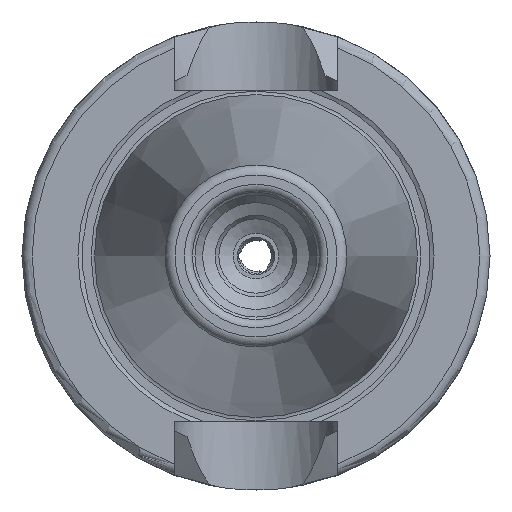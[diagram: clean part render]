
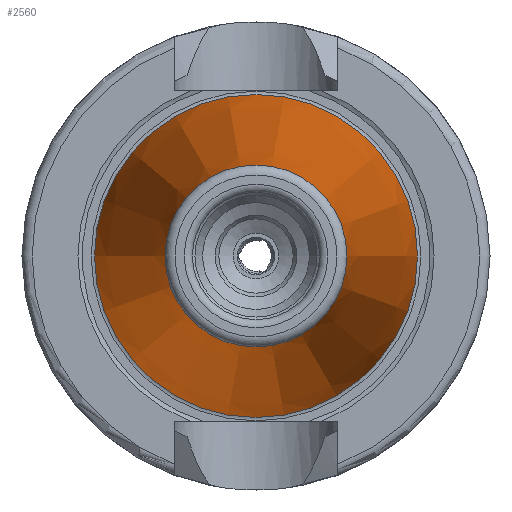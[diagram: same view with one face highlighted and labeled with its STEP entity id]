
A CAD part, left-side view. The second image highlights one B-rep face of the part: STEP entity #2560.
In plain terms, the highlighted conical face has half-angle 8.297 degrees and reference radius 12.408 mm.
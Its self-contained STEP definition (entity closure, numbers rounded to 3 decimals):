
#2526=CARTESIAN_POINT('',(-47.544,8.941,0.0));
#2527=VERTEX_POINT('',#2526);
#2528=CARTESIAN_POINT('',(-47.544,0.0,0.0));
#2529=DIRECTION('',(1.0,0.0,0.0));
#2530=DIRECTION('',(0.0,1.0,0.0));
#2531=AXIS2_PLACEMENT_3D('',#2528,#2529,#2530);
#2532=CIRCLE('',#2531,8.941);
#2533=EDGE_CURVE('',#2527,#2527,#2532,.T.);
#2541=CARTESIAN_POINT('',(-23.772,0.0,0.0));
#2542=DIRECTION('',(1.0,0.0,0.0));
#2543=DIRECTION('',(0.0,1.0,0.0));
#2544=AXIS2_PLACEMENT_3D('',#2541,#2542,#2543);
#2545=CONICAL_SURFACE('',#2544,12.408,8.297);
#2546=CARTESIAN_POINT('',(0.0,15.875,0.0));
#2547=VERTEX_POINT('',#2546);
#2548=CARTESIAN_POINT('',(0.0,0.0,0.0));
#2549=DIRECTION('',(1.0,0.0,0.0));
#2550=DIRECTION('',(0.0,1.0,0.0));
#2551=AXIS2_PLACEMENT_3D('',#2548,#2549,#2550);
#2552=CIRCLE('',#2551,15.875);
#2553=EDGE_CURVE('',#2547,#2547,#2552,.T.);
#2554=ORIENTED_EDGE('',*,*,#2553,.F.);
#2555=EDGE_LOOP('',(#2554));
#2556=FACE_OUTER_BOUND('',#2555,.T.);
#2557=ORIENTED_EDGE('',*,*,#2533,.T.);
#2558=EDGE_LOOP('',(#2557));
#2559=FACE_BOUND('',#2558,.T.);
#2560=ADVANCED_FACE('',(#2556,#2559),#2545,.T.);
